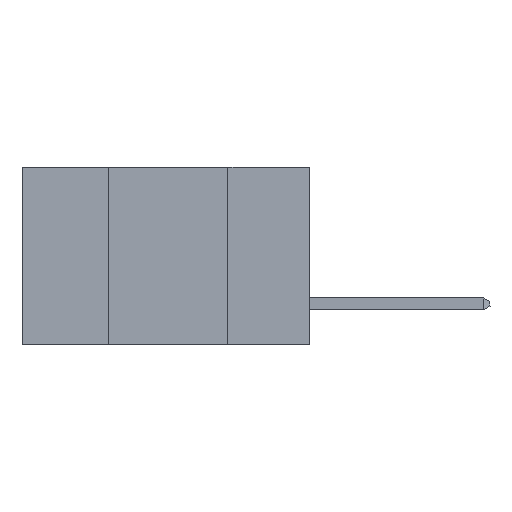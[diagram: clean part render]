
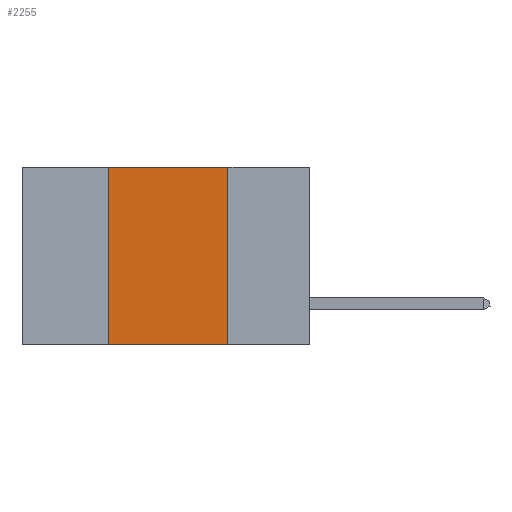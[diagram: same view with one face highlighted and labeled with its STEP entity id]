
A CAD part, left-side view. The second image highlights one B-rep face of the part: STEP entity #2255.
In plain terms, the highlighted planar face has unit normal (-1, 0, 0).
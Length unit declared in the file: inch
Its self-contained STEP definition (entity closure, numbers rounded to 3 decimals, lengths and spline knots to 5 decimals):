
#184 = EDGE_LOOP ( 'NONE', ( #6446, #14917, #19954, #2764 ) ) ;
#2255 = ADVANCED_FACE ( 'NONE', ( #8712 ), #9992, .F. ) ;
#2764 = ORIENTED_EDGE ( 'NONE', *, *, #5911, .T. ) ;
#4248 = VECTOR ( 'NONE', #18672, 39.37008 ) ;
#4282 = CARTESIAN_POINT ( 'NONE',  ( 0., 0.17, 0. ) ) ;
#5223 = LINE ( 'NONE', #20455, #14882 ) ;
#5262 = VERTEX_POINT ( 'NONE', #20299 ) ;
#5911 = EDGE_CURVE ( 'NONE', #5262, #10982, #16035, .T. ) ;
#6315 = LINE ( 'NONE', #4282, #10916 ) ;
#6446 = ORIENTED_EDGE ( 'NONE', *, *, #7048, .F. ) ;
#7048 = EDGE_CURVE ( 'NONE', #14422, #10982, #6315, .T. ) ;
#7287 = CARTESIAN_POINT ( 'NONE',  ( 0., 0.6, -0.37 ) ) ;
#8712 = FACE_OUTER_BOUND ( 'NONE', #184, .T. ) ;
#9254 = DIRECTION ( 'NONE',  ( 0., -1., 0. ) ) ;
#9373 = CARTESIAN_POINT ( 'NONE',  ( 0., 0.17, 0. ) ) ;
#9992 = PLANE ( 'NONE',  #17503 ) ;
#10018 = CARTESIAN_POINT ( 'NONE',  ( 0., 0.6, 0. ) ) ;
#10103 = DIRECTION ( 'NONE',  ( 1., 0., 0. ) ) ;
#10122 = DIRECTION ( 'NONE',  ( 0., 0., -1. ) ) ;
#10916 = VECTOR ( 'NONE', #24840, 39.37008 ) ;
#10982 = VERTEX_POINT ( 'NONE', #16740 ) ;
#11277 = VERTEX_POINT ( 'NONE', #13811 ) ;
#13638 = EDGE_CURVE ( 'NONE', #5262, #11277, #5223, .T. ) ;
#13811 = CARTESIAN_POINT ( 'NONE',  ( 0., 0.42, 0. ) ) ;
#14334 = EDGE_CURVE ( 'NONE', #11277, #14422, #19013, .T. ) ;
#14422 = VERTEX_POINT ( 'NONE', #9373 ) ;
#14882 = VECTOR ( 'NONE', #22372, 39.37008 ) ;
#14917 = ORIENTED_EDGE ( 'NONE', *, *, #14334, .F. ) ;
#16035 = LINE ( 'NONE', #7287, #21705 ) ;
#16740 = CARTESIAN_POINT ( 'NONE',  ( 0., 0.17, -0.37 ) ) ;
#17503 = AXIS2_PLACEMENT_3D ( 'NONE', #10018, #10103, #10122 ) ;
#18672 = DIRECTION ( 'NONE',  ( 0., -1., 0. ) ) ;
#19013 = LINE ( 'NONE', #24243, #4248 ) ;
#19954 = ORIENTED_EDGE ( 'NONE', *, *, #13638, .F. ) ;
#20299 = CARTESIAN_POINT ( 'NONE',  ( 0., 0.42, -0.37 ) ) ;
#20455 = CARTESIAN_POINT ( 'NONE',  ( 0., 0.42, 0. ) ) ;
#21705 = VECTOR ( 'NONE', #9254, 39.37008 ) ;
#22372 = DIRECTION ( 'NONE',  ( 0., 0., 1. ) ) ;
#24243 = CARTESIAN_POINT ( 'NONE',  ( 0., 0.6, 0. ) ) ;
#24840 = DIRECTION ( 'NONE',  ( 0., 0., -1. ) ) ;
